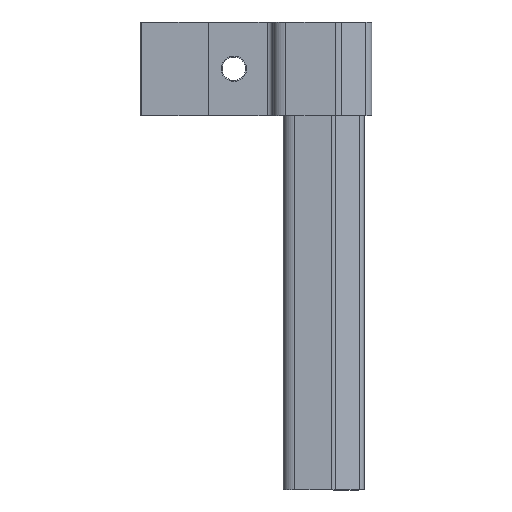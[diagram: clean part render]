
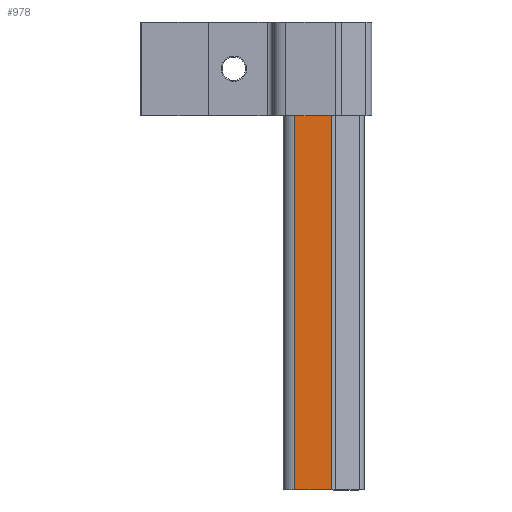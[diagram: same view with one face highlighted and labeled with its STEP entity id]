
A CAD part, left-side view. The second image highlights one B-rep face of the part: STEP entity #978.
In plain terms, the highlighted planar face has unit normal (-1, 0, 0).
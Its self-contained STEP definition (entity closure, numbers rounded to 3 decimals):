
#15 = CARTESIAN_POINT ( 'NONE',  ( -715.298, -108.667, 382.348 ) ) ;
#136 = PLANE ( 'NONE',  #913 ) ;
#179 = DIRECTION ( 'NONE',  ( -1., 0., 0. ) ) ;
#401 = VERTEX_POINT ( 'NONE', #1059 ) ;
#411 = EDGE_CURVE ( 'NONE', #1217, #1329, #1031, .T. ) ;
#464 = ORIENTED_EDGE ( 'NONE', *, *, #411, .T. ) ;
#484 = VECTOR ( 'NONE', #747, 1000. ) ;
#692 = CARTESIAN_POINT ( 'NONE',  ( -715.298, -93.117, 382.348 ) ) ;
#747 = DIRECTION ( 'NONE',  ( 0., 0., -1. ) ) ;
#913 = AXIS2_PLACEMENT_3D ( 'NONE', #2781, #179, #1874 ) ;
#978 = ADVANCED_FACE ( 'NONE', ( #2207 ), #136, .T. ) ;
#1031 = LINE ( 'NONE', #1110, #1602 ) ;
#1041 = LINE ( 'NONE', #2697, #2120 ) ;
#1059 = CARTESIAN_POINT ( 'NONE',  ( -715.298, -112.814, 382.348 ) ) ;
#1083 = LINE ( 'NONE', #15, #1588 ) ;
#1100 = VERTEX_POINT ( 'NONE', #692 ) ;
#1110 = CARTESIAN_POINT ( 'NONE',  ( -715.298, -108.667, 132.348 ) ) ;
#1217 = VERTEX_POINT ( 'NONE', #1384 ) ;
#1262 = EDGE_LOOP ( 'NONE', ( #1359, #2700, #464, #2279 ) ) ;
#1329 = VERTEX_POINT ( 'NONE', #2533 ) ;
#1359 = ORIENTED_EDGE ( 'NONE', *, *, #1674, .F. ) ;
#1384 = CARTESIAN_POINT ( 'NONE',  ( -715.298, -93.117, 132.348 ) ) ;
#1405 = DIRECTION ( 'NONE',  ( 0., 0., 1. ) ) ;
#1439 = DIRECTION ( 'NONE',  ( 0., -1., 0. ) ) ;
#1528 = LINE ( 'NONE', #2056, #484 ) ;
#1588 = VECTOR ( 'NONE', #2236, 1000. ) ;
#1602 = VECTOR ( 'NONE', #1439, 1000. ) ;
#1674 = EDGE_CURVE ( 'NONE', #1100, #401, #1083, .T. ) ;
#1874 = DIRECTION ( 'NONE',  ( 0., 0., 1. ) ) ;
#2056 = CARTESIAN_POINT ( 'NONE',  ( -715.298, -112.814, 382.348 ) ) ;
#2120 = VECTOR ( 'NONE', #1405, 1000. ) ;
#2142 = EDGE_CURVE ( 'NONE', #401, #1329, #1528, .T. ) ;
#2207 = FACE_OUTER_BOUND ( 'NONE', #1262, .T. ) ;
#2236 = DIRECTION ( 'NONE',  ( 0., -1., 0. ) ) ;
#2279 = ORIENTED_EDGE ( 'NONE', *, *, #2142, .F. ) ;
#2533 = CARTESIAN_POINT ( 'NONE',  ( -715.298, -112.814, 132.348 ) ) ;
#2655 = EDGE_CURVE ( 'NONE', #1217, #1100, #1041, .T. ) ;
#2697 = CARTESIAN_POINT ( 'NONE',  ( -715.298, -93.117, 382.348 ) ) ;
#2700 = ORIENTED_EDGE ( 'NONE', *, *, #2655, .F. ) ;
#2781 = CARTESIAN_POINT ( 'NONE',  ( -715.298, -108.667, 382.348 ) ) ;
